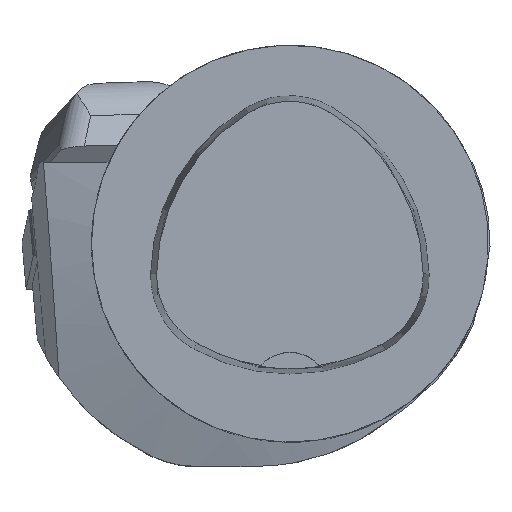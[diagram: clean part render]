
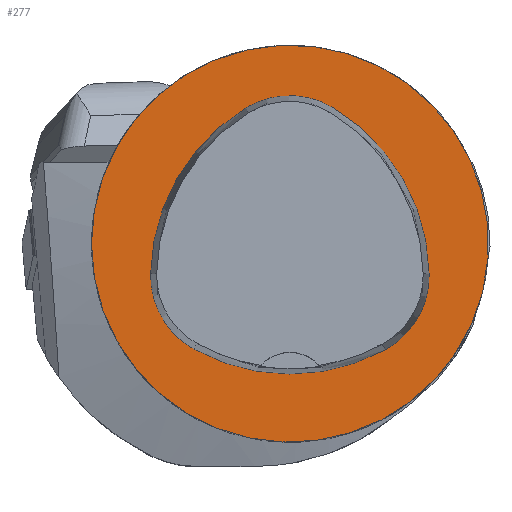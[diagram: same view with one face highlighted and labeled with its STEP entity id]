
A CAD part, top view. The second image highlights one B-rep face of the part: STEP entity #277.
In plain terms, the highlighted planar face has unit normal (0, 0, 1).
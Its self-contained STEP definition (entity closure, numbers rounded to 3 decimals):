
#277=ADVANCED_FACE('',(#680,#681),#351,.T.);
#351=PLANE('',#1871);
#680=FACE_BOUND('',#728,.T.);
#681=FACE_BOUND('',#729,.T.);
#728=EDGE_LOOP('',(#989,#990,#991,#992,#993,#994));
#729=EDGE_LOOP('',(#995));
#989=ORIENTED_EDGE('',*,*,#1555,.T.);
#990=ORIENTED_EDGE('',*,*,#1535,.T.);
#991=ORIENTED_EDGE('',*,*,#1539,.T.);
#992=ORIENTED_EDGE('',*,*,#1542,.T.);
#993=ORIENTED_EDGE('',*,*,#1545,.T.);
#994=ORIENTED_EDGE('',*,*,#1553,.T.);
#995=ORIENTED_EDGE('',*,*,#1519,.F.);
#1342=VERTEX_POINT('',#2743);
#1354=VERTEX_POINT('',#2815);
#1355=VERTEX_POINT('',#2816);
#1358=VERTEX_POINT('',#2824);
#1360=VERTEX_POINT('',#2830);
#1362=VERTEX_POINT('',#2836);
#1369=VERTEX_POINT('',#2857);
#1519=EDGE_CURVE('',#1342,#1342,#1672,.T.);
#1535=EDGE_CURVE('',#1354,#1355,#1677,.T.);
#1539=EDGE_CURVE('',#1355,#1358,#1679,.T.);
#1542=EDGE_CURVE('',#1358,#1360,#1681,.T.);
#1545=EDGE_CURVE('',#1360,#1362,#1683,.T.);
#1553=EDGE_CURVE('',#1362,#1369,#1687,.T.);
#1555=EDGE_CURVE('',#1369,#1354,#1689,.T.);
#1672=CIRCLE('',#1839,20.);
#1677=CIRCLE('',#1849,20.);
#1679=CIRCLE('',#1852,8.5);
#1681=CIRCLE('',#1855,20.);
#1683=CIRCLE('',#1858,8.5);
#1687=CIRCLE('',#1863,20.);
#1689=CIRCLE('',#1866,8.5);
#1839=AXIS2_PLACEMENT_3D('',#2742,#2133,#2134);
#1849=AXIS2_PLACEMENT_3D('',#2814,#2153,#2154);
#1852=AXIS2_PLACEMENT_3D('',#2823,#2161,#2162);
#1855=AXIS2_PLACEMENT_3D('',#2829,#2168,#2169);
#1858=AXIS2_PLACEMENT_3D('',#2835,#2175,#2176);
#1863=AXIS2_PLACEMENT_3D('',#2858,#2187,#2188);
#1866=AXIS2_PLACEMENT_3D('',#2861,#2193,#2194);
#1871=AXIS2_PLACEMENT_3D('',#2866,#2203,#2204);
#2133=DIRECTION('',(0.,0.,-1.));
#2134=DIRECTION('',(-1.,0.,0.));
#2153=DIRECTION('',(0.,0.,-1.));
#2154=DIRECTION('',(-1.,0.,0.));
#2161=DIRECTION('',(0.,0.,-1.));
#2162=DIRECTION('',(-1.,0.,0.));
#2168=DIRECTION('',(0.,0.,-1.));
#2169=DIRECTION('',(-1.,0.,0.));
#2175=DIRECTION('',(0.,0.,-1.));
#2176=DIRECTION('',(-1.,0.,0.));
#2187=DIRECTION('',(0.,0.,-1.));
#2188=DIRECTION('',(-1.,0.,0.));
#2193=DIRECTION('',(0.,0.,-1.));
#2194=DIRECTION('',(-1.,0.,0.));
#2203=DIRECTION('',(0.,0.,1.));
#2204=DIRECTION('',(1.,0.,0.));
#2742=CARTESIAN_POINT('',(0.,0.,0.));
#2743=CARTESIAN_POINT('',(-20.,0.,0.));
#2814=CARTESIAN_POINT('',(5.955,-3.414,0.));
#2815=CARTESIAN_POINT('',(-14.041,-3.042,0.));
#2816=CARTESIAN_POINT('',(-4.472,13.653,0.));
#2823=CARTESIAN_POINT('',(-0.04,6.4,0.));
#2824=CARTESIAN_POINT('',(4.347,13.68,0.));
#2829=CARTESIAN_POINT('',(-5.976,-3.45,0.));
#2830=CARTESIAN_POINT('',(14.021,-3.075,0.));
#2835=CARTESIAN_POINT('',(5.522,-3.235,0.));
#2836=CARTESIAN_POINT('',(9.588,-10.699,0.));
#2857=CARTESIAN_POINT('',(-9.655,-10.639,0.));
#2858=CARTESIAN_POINT('',(0.022,6.864,0.));
#2861=CARTESIAN_POINT('',(-5.543,-3.2,0.));
#2866=CARTESIAN_POINT('',(0.,0.,0.));
